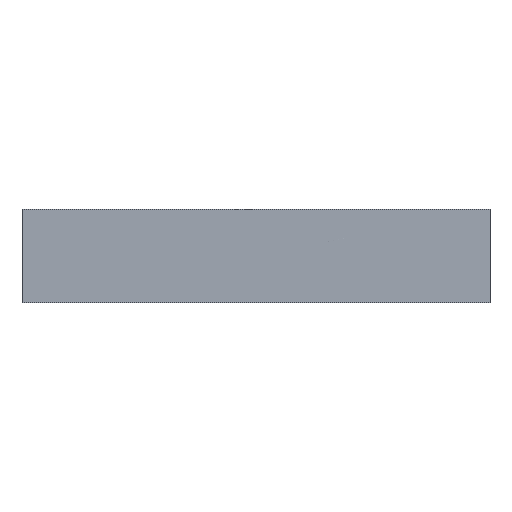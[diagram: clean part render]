
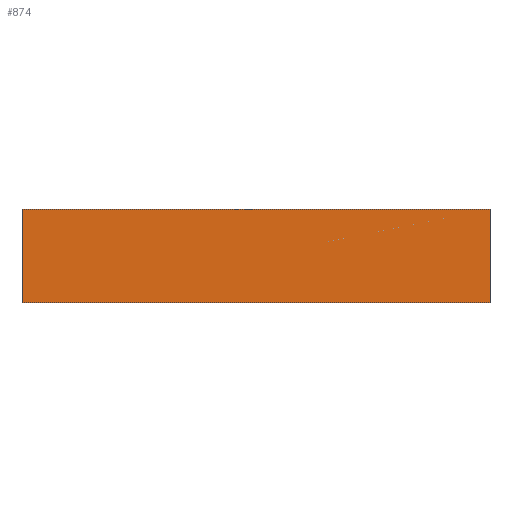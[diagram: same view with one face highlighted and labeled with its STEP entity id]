
A CAD part, front view. The second image highlights one B-rep face of the part: STEP entity #874.
In plain terms, the highlighted planar face has unit normal (0, -1, 0).
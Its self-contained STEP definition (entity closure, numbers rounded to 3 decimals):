
#74=PLANE('',#954);
#120=FACE_OUTER_BOUND('',#172,.T.);
#172=EDGE_LOOP('',(#771,#772,#773,#774));
#278=LINE('',#1401,#372);
#286=LINE('',#1416,#380);
#287=LINE('',#1418,#381);
#288=LINE('',#1419,#382);
#372=VECTOR('',#1164,10.);
#380=VECTOR('',#1176,10.);
#381=VECTOR('',#1179,10.);
#382=VECTOR('',#1180,10.);
#471=VERTEX_POINT('',#1397);
#473=VERTEX_POINT('',#1400);
#477=VERTEX_POINT('',#1412);
#478=VERTEX_POINT('',#1414);
#582=EDGE_CURVE('',#471,#473,#278,.T.);
#590=EDGE_CURVE('',#477,#478,#286,.T.);
#591=EDGE_CURVE('',#477,#471,#287,.T.);
#592=EDGE_CURVE('',#473,#478,#288,.T.);
#771=ORIENTED_EDGE('',*,*,#591,.F.);
#772=ORIENTED_EDGE('',*,*,#590,.T.);
#773=ORIENTED_EDGE('',*,*,#592,.F.);
#774=ORIENTED_EDGE('',*,*,#582,.F.);
#874=ADVANCED_FACE('',(#120),#74,.T.);
#954=AXIS2_PLACEMENT_3D('',#1417,#1177,#1178);
#1164=DIRECTION('',(0.,0.,1.));
#1176=DIRECTION('',(0.,0.,1.));
#1177=DIRECTION('center_axis',(0.,-1.,0.));
#1178=DIRECTION('ref_axis',(1.,0.,0.));
#1179=DIRECTION('',(-1.,0.,0.));
#1180=DIRECTION('',(1.,0.,0.));
#1397=CARTESIAN_POINT('',(25.779,-74.717,0.));
#1400=CARTESIAN_POINT('',(25.779,-74.717,6.));
#1401=CARTESIAN_POINT('',(25.779,-74.717,0.));
#1412=CARTESIAN_POINT('',(55.779,-74.717,0.));
#1414=CARTESIAN_POINT('',(55.779,-74.717,6.));
#1416=CARTESIAN_POINT('',(55.779,-74.717,0.));
#1417=CARTESIAN_POINT('Origin',(25.779,-74.717,0.));
#1418=CARTESIAN_POINT('',(55.779,-74.717,0.));
#1419=CARTESIAN_POINT('',(55.779,-74.717,6.));
